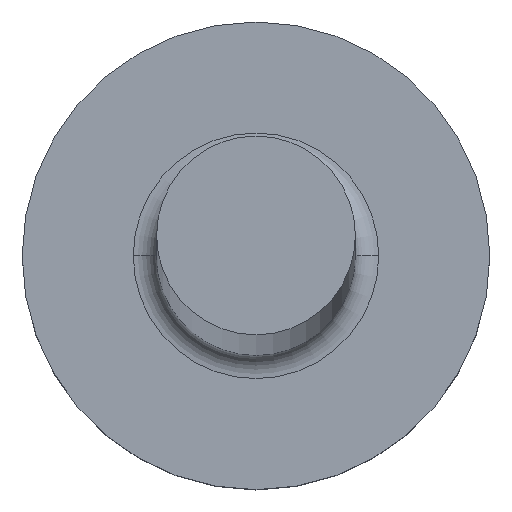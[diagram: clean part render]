
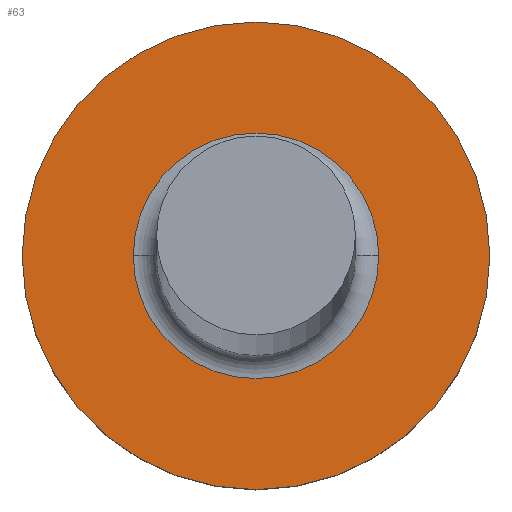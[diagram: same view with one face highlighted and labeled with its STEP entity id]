
A CAD part, top view. The second image highlights one B-rep face of the part: STEP entity #63.
In plain terms, the highlighted planar face has unit normal (0, 0, 1).
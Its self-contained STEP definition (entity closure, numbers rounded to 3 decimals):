
#1 = FACE_OUTER_BOUND ( 'NONE', #240, .T. ) ;
#8 = CARTESIAN_POINT ( 'NONE',  ( 0., 0., 1.5 ) ) ;
#18 = EDGE_CURVE ( 'NONE', #194, #160, #126, .T. ) ;
#29 = DIRECTION ( 'NONE',  ( 0., 0., 1. ) ) ;
#48 = AXIS2_PLACEMENT_3D ( 'NONE', #274, #247, #82 ) ;
#51 = ORIENTED_EDGE ( 'NONE', *, *, #248, .T. ) ;
#57 = CARTESIAN_POINT ( 'NONE',  ( 1.05, 0., 1.5 ) ) ;
#61 = DIRECTION ( 'NONE',  ( 1., 0., 0. ) ) ;
#63 = ADVANCED_FACE ( 'NONE', ( #193, #1 ), #288, .T. ) ;
#64 = CIRCLE ( 'NONE', #165, 2. ) ;
#75 = CARTESIAN_POINT ( 'NONE',  ( 0., 0., 1.5 ) ) ;
#82 = DIRECTION ( 'NONE',  ( 1., 0., 0. ) ) ;
#104 = CARTESIAN_POINT ( 'NONE',  ( 2., 0., 1.5 ) ) ;
#126 = CIRCLE ( 'NONE', #297, 1.05 ) ;
#133 = EDGE_LOOP ( 'NONE', ( #188, #255 ) ) ;
#134 = ORIENTED_EDGE ( 'NONE', *, *, #256, .T. ) ;
#145 = CARTESIAN_POINT ( 'NONE',  ( -1.05, 0., 1.5 ) ) ;
#159 = AXIS2_PLACEMENT_3D ( 'NONE', #8, #29, #61 ) ;
#160 = VERTEX_POINT ( 'NONE', #57 ) ;
#164 = CIRCLE ( 'NONE', #159, 2. ) ;
#165 = AXIS2_PLACEMENT_3D ( 'NONE', #249, #171, #172 ) ;
#171 = DIRECTION ( 'NONE',  ( 0., 0., 1. ) ) ;
#172 = DIRECTION ( 'NONE',  ( 1., 0., 0. ) ) ;
#183 = VERTEX_POINT ( 'NONE', #104 ) ;
#188 = ORIENTED_EDGE ( 'NONE', *, *, #272, .T. ) ;
#191 = DIRECTION ( 'NONE',  ( 0., 0., -1. ) ) ;
#193 = FACE_BOUND ( 'NONE', #133, .T. ) ;
#194 = VERTEX_POINT ( 'NONE', #145 ) ;
#202 = CARTESIAN_POINT ( 'NONE',  ( -2., 0., 1.5 ) ) ;
#206 = CIRCLE ( 'NONE', #48, 1.05 ) ;
#214 = VERTEX_POINT ( 'NONE', #202 ) ;
#218 = DIRECTION ( 'NONE',  ( 1., 0., 0. ) ) ;
#219 = CARTESIAN_POINT ( 'NONE',  ( 0., 0., 1.5 ) ) ;
#220 = DIRECTION ( 'NONE',  ( 0., 0., 1. ) ) ;
#221 = AXIS2_PLACEMENT_3D ( 'NONE', #75, #220, #267 ) ;
#240 = EDGE_LOOP ( 'NONE', ( #134, #51 ) ) ;
#247 = DIRECTION ( 'NONE',  ( 0., 0., -1. ) ) ;
#248 = EDGE_CURVE ( 'NONE', #183, #214, #64, .T. ) ;
#249 = CARTESIAN_POINT ( 'NONE',  ( 0., 0., 1.5 ) ) ;
#255 = ORIENTED_EDGE ( 'NONE', *, *, #18, .T. ) ;
#256 = EDGE_CURVE ( 'NONE', #214, #183, #164, .T. ) ;
#267 = DIRECTION ( 'NONE',  ( 1., 0., 0. ) ) ;
#272 = EDGE_CURVE ( 'NONE', #160, #194, #206, .T. ) ;
#274 = CARTESIAN_POINT ( 'NONE',  ( 0., 0., 1.5 ) ) ;
#288 = PLANE ( 'NONE',  #221 ) ;
#297 = AXIS2_PLACEMENT_3D ( 'NONE', #219, #191, #218 ) ;
